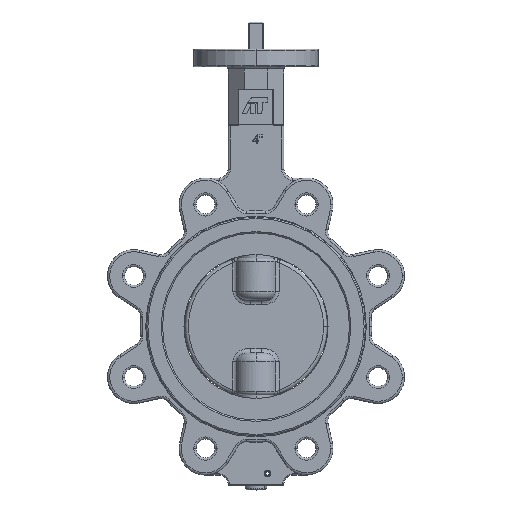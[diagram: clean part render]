
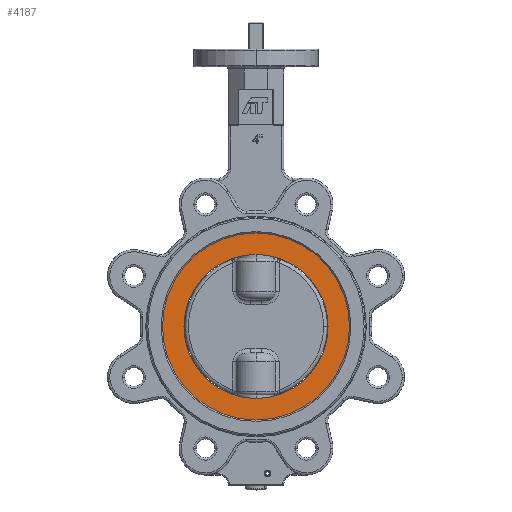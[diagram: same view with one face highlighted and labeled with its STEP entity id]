
A CAD part, top view. The second image highlights one B-rep face of the part: STEP entity #4187.
In plain terms, the highlighted planar face has unit normal (0, 0, 1).
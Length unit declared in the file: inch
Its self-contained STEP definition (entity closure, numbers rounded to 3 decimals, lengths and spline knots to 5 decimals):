
#822 = ORIENTED_EDGE ( 'NONE', *, *, #8036, .F. ) ;
#2109 = DIRECTION ( 'NONE',  ( 1., 0., 0. ) ) ;
#2575 = CIRCLE ( 'NONE', #18492, 2.655 ) ;
#2687 = CARTESIAN_POINT ( 'NONE',  ( 0., 0., 1.065 ) ) ;
#3369 = CIRCLE ( 'NONE', #7010, 2.045 ) ;
#3590 = CARTESIAN_POINT ( 'NONE',  ( 0., 0., 1.065 ) ) ;
#4179 = DIRECTION ( 'NONE',  ( 0., 0., 1. ) ) ;
#4187 = ADVANCED_FACE ( 'NONE', ( #5205, #19468 ), #21404, .T. ) ;
#5205 = FACE_BOUND ( 'NONE', #16204, .T. ) ;
#5668 = DIRECTION ( 'NONE',  ( 0., 0., 1. ) ) ;
#5670 = DIRECTION ( 'NONE',  ( 1., 0., 0. ) ) ;
#7010 = AXIS2_PLACEMENT_3D ( 'NONE', #18535, #5668, #7743 ) ;
#7055 = DIRECTION ( 'NONE',  ( 0., 0., 1. ) ) ;
#7068 = CIRCLE ( 'NONE', #8912, 2.045 ) ;
#7527 = CARTESIAN_POINT ( 'NONE',  ( 0., 0., 1.065 ) ) ;
#7743 = DIRECTION ( 'NONE',  ( 1., 0., 0. ) ) ;
#8036 = EDGE_CURVE ( 'NONE', #13218, #11655, #7068, .T. ) ;
#8908 = DIRECTION ( 'NONE',  ( 0., 0., 1. ) ) ;
#8912 = AXIS2_PLACEMENT_3D ( 'NONE', #10655, #14290, #5670 ) ;
#9733 = CIRCLE ( 'NONE', #18248, 2.655 ) ;
#9935 = EDGE_LOOP ( 'NONE', ( #13033, #10611 ) ) ;
#10611 = ORIENTED_EDGE ( 'NONE', *, *, #14656, .T. ) ;
#10655 = CARTESIAN_POINT ( 'NONE',  ( 0., 0., 1.065 ) ) ;
#11001 = AXIS2_PLACEMENT_3D ( 'NONE', #3590, #7055, #15889 ) ;
#11655 = VERTEX_POINT ( 'NONE', #19866 ) ;
#13033 = ORIENTED_EDGE ( 'NONE', *, *, #20377, .T. ) ;
#13218 = VERTEX_POINT ( 'NONE', #21877 ) ;
#14290 = DIRECTION ( 'NONE',  ( 0., 0., 1. ) ) ;
#14656 = EDGE_CURVE ( 'NONE', #15786, #20556, #9733, .T. ) ;
#15786 = VERTEX_POINT ( 'NONE', #17045 ) ;
#15889 = DIRECTION ( 'NONE',  ( 1., 0., 0. ) ) ;
#16137 = CARTESIAN_POINT ( 'NONE',  ( -2.655, 0., 1.065 ) ) ;
#16204 = EDGE_LOOP ( 'NONE', ( #18057, #822 ) ) ;
#17045 = CARTESIAN_POINT ( 'NONE',  ( 2.655, 0., 1.065 ) ) ;
#18057 = ORIENTED_EDGE ( 'NONE', *, *, #21899, .F. ) ;
#18248 = AXIS2_PLACEMENT_3D ( 'NONE', #7527, #8908, #2109 ) ;
#18492 = AXIS2_PLACEMENT_3D ( 'NONE', #2687, #4179, #20301 ) ;
#18535 = CARTESIAN_POINT ( 'NONE',  ( 0., 0., 1.065 ) ) ;
#19468 = FACE_OUTER_BOUND ( 'NONE', #9935, .T. ) ;
#19866 = CARTESIAN_POINT ( 'NONE',  ( 2.045, 0., 1.065 ) ) ;
#20301 = DIRECTION ( 'NONE',  ( 1., 0., 0. ) ) ;
#20377 = EDGE_CURVE ( 'NONE', #20556, #15786, #2575, .T. ) ;
#20556 = VERTEX_POINT ( 'NONE', #16137 ) ;
#21404 = PLANE ( 'NONE',  #11001 ) ;
#21877 = CARTESIAN_POINT ( 'NONE',  ( -2.045, 0., 1.065 ) ) ;
#21899 = EDGE_CURVE ( 'NONE', #11655, #13218, #3369, .T. ) ;
